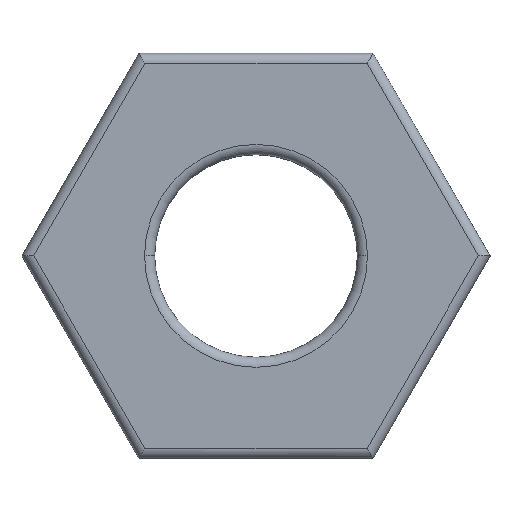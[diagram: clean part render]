
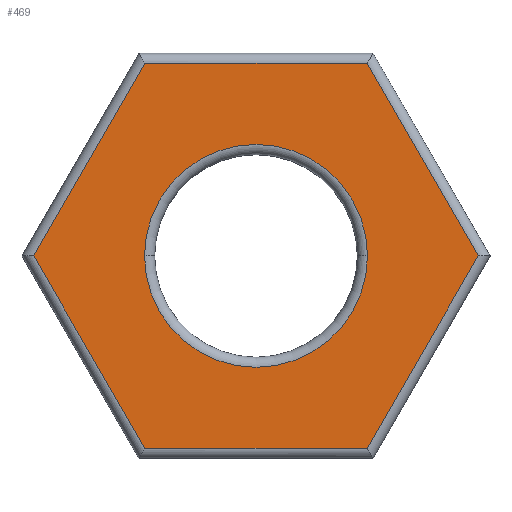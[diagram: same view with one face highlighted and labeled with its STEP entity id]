
A CAD part, top view. The second image highlights one B-rep face of the part: STEP entity #469.
In plain terms, the highlighted planar face has unit normal (0, 0, 1).
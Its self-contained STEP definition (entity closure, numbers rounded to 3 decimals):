
#6 = VERTEX_POINT ( 'NONE', #290 ) ;
#19 = AXIS2_PLACEMENT_3D ( 'NONE', #717, #400, #645 ) ;
#26 = LINE ( 'NONE', #633, #486 ) ;
#33 = EDGE_CURVE ( 'NONE', #304, #216, #661, .T. ) ;
#41 = VECTOR ( 'NONE', #602, 1000. ) ;
#81 = EDGE_CURVE ( 'NONE', #529, #492, #232, .T. ) ;
#84 = ORIENTED_EDGE ( 'NONE', *, *, #81, .T. ) ;
#100 = CARTESIAN_POINT ( 'NONE',  ( 1.443, -2.375, 2. ) ) ;
#101 = ORIENTED_EDGE ( 'NONE', *, *, #294, .T. ) ;
#102 = VECTOR ( 'NONE', #688, 1000. ) ;
#112 = LINE ( 'NONE', #376, #366 ) ;
#124 = EDGE_LOOP ( 'NONE', ( #313, #101 ) ) ;
#137 = DIRECTION ( 'NONE',  ( 0., 0., -1. ) ) ;
#150 = LINE ( 'NONE', #743, #102 ) ;
#154 = CIRCLE ( 'NONE', #434, 1.375 ) ;
#156 = FACE_OUTER_BOUND ( 'NONE', #178, .T. ) ;
#178 = EDGE_LOOP ( 'NONE', ( #580, #84, #252, #228, #437, #685 ) ) ;
#212 = CARTESIAN_POINT ( 'NONE',  ( -1.375, 0., 2. ) ) ;
#216 = VERTEX_POINT ( 'NONE', #272 ) ;
#219 = VERTEX_POINT ( 'NONE', #263 ) ;
#228 = ORIENTED_EDGE ( 'NONE', *, *, #615, .T. ) ;
#232 = LINE ( 'NONE', #100, #348 ) ;
#252 = ORIENTED_EDGE ( 'NONE', *, *, #279, .T. ) ;
#257 = LINE ( 'NONE', #725, #330 ) ;
#263 = CARTESIAN_POINT ( 'NONE',  ( 2.742, 0., 2. ) ) ;
#269 = CARTESIAN_POINT ( 'NONE',  ( 1.371, 2.375, 2. ) ) ;
#272 = CARTESIAN_POINT ( 'NONE',  ( -2.742, 0., 2. ) ) ;
#273 = EDGE_CURVE ( 'NONE', #216, #529, #26, .T. ) ;
#277 = VERTEX_POINT ( 'NONE', #212 ) ;
#279 = EDGE_CURVE ( 'NONE', #492, #219, #150, .T. ) ;
#290 = CARTESIAN_POINT ( 'NONE',  ( 1.375, 0., 2. ) ) ;
#294 = EDGE_CURVE ( 'NONE', #277, #6, #154, .T. ) ;
#304 = VERTEX_POINT ( 'NONE', #455 ) ;
#313 = ORIENTED_EDGE ( 'NONE', *, *, #647, .T. ) ;
#322 = CARTESIAN_POINT ( 'NONE',  ( 0., 0., 2. ) ) ;
#330 = VECTOR ( 'NONE', #432, 1000. ) ;
#336 = VERTEX_POINT ( 'NONE', #269 ) ;
#347 = PLANE ( 'NONE',  #19 ) ;
#348 = VECTOR ( 'NONE', #595, 1000. ) ;
#359 = CARTESIAN_POINT ( 'NONE',  ( -1.371, -2.375, 2. ) ) ;
#366 = VECTOR ( 'NONE', #619, 1000. ) ;
#376 = CARTESIAN_POINT ( 'NONE',  ( 1.335, 2.438, 2. ) ) ;
#400 = DIRECTION ( 'NONE',  ( 0., 0., 1. ) ) ;
#428 = AXIS2_PLACEMENT_3D ( 'NONE', #322, #137, #509 ) ;
#432 = DIRECTION ( 'NONE',  ( -1., 0., 0. ) ) ;
#434 = AXIS2_PLACEMENT_3D ( 'NONE', #452, #511, #639 ) ;
#437 = ORIENTED_EDGE ( 'NONE', *, *, #501, .T. ) ;
#452 = CARTESIAN_POINT ( 'NONE',  ( 0., 0., 2. ) ) ;
#455 = CARTESIAN_POINT ( 'NONE',  ( -1.371, 2.375, 2. ) ) ;
#469 = ADVANCED_FACE ( 'NONE', ( #471, #156 ), #347, .T. ) ;
#471 = FACE_BOUND ( 'NONE', #124, .T. ) ;
#481 = CARTESIAN_POINT ( 'NONE',  ( 1.371, -2.375, 2. ) ) ;
#486 = VECTOR ( 'NONE', #624, 1000. ) ;
#492 = VERTEX_POINT ( 'NONE', #481 ) ;
#501 = EDGE_CURVE ( 'NONE', #336, #304, #257, .T. ) ;
#509 = DIRECTION ( 'NONE',  ( 1., 0., 0. ) ) ;
#511 = DIRECTION ( 'NONE',  ( 0., 0., -1. ) ) ;
#529 = VERTEX_POINT ( 'NONE', #359 ) ;
#542 = CIRCLE ( 'NONE', #428, 1.375 ) ;
#580 = ORIENTED_EDGE ( 'NONE', *, *, #273, .T. ) ;
#595 = DIRECTION ( 'NONE',  ( 1., 0., 0. ) ) ;
#602 = DIRECTION ( 'NONE',  ( -0.5, -0.866, 0. ) ) ;
#615 = EDGE_CURVE ( 'NONE', #219, #336, #112, .T. ) ;
#619 = DIRECTION ( 'NONE',  ( -0.5, 0.866, 0. ) ) ;
#624 = DIRECTION ( 'NONE',  ( 0.5, -0.866, 0. ) ) ;
#633 = CARTESIAN_POINT ( 'NONE',  ( -1.335, -2.438, 2. ) ) ;
#639 = DIRECTION ( 'NONE',  ( 1., 0., 0. ) ) ;
#645 = DIRECTION ( 'NONE',  ( 1., 0., 0. ) ) ;
#647 = EDGE_CURVE ( 'NONE', #6, #277, #542, .T. ) ;
#661 = LINE ( 'NONE', #702, #41 ) ;
#685 = ORIENTED_EDGE ( 'NONE', *, *, #33, .T. ) ;
#688 = DIRECTION ( 'NONE',  ( 0.5, 0.866, 0. ) ) ;
#702 = CARTESIAN_POINT ( 'NONE',  ( -2.778, -0.062, 2. ) ) ;
#717 = CARTESIAN_POINT ( 'NONE',  ( 0., 0., 2. ) ) ;
#725 = CARTESIAN_POINT ( 'NONE',  ( -1.443, 2.375, 2. ) ) ;
#743 = CARTESIAN_POINT ( 'NONE',  ( 2.778, 0.063, 2. ) ) ;
